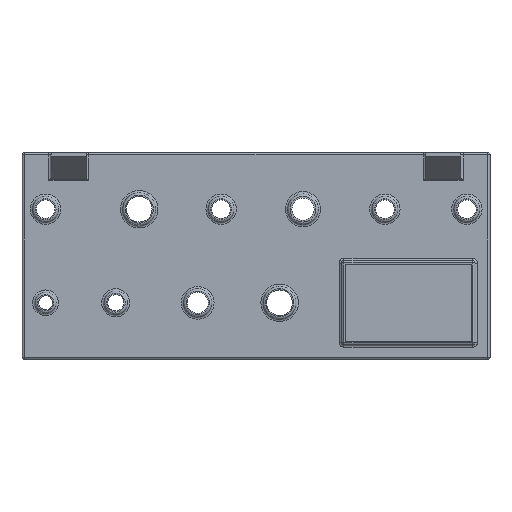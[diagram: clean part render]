
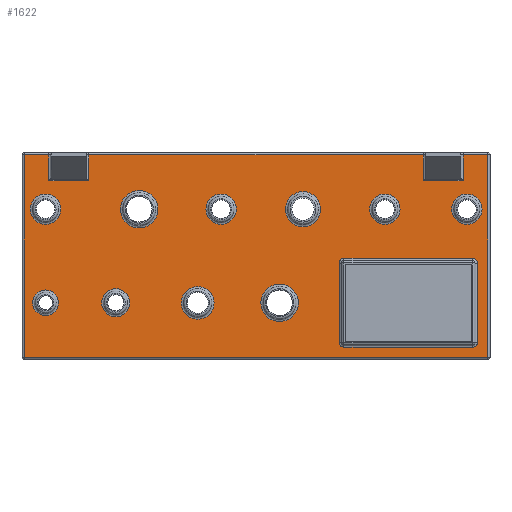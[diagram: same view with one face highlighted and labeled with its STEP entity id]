
A CAD part, top view. The second image highlights one B-rep face of the part: STEP entity #1622.
In plain terms, the highlighted planar face has unit normal (0, 0, 1).
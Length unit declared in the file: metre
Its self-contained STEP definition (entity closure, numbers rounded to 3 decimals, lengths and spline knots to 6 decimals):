
#111=LINE('',#2579,#200);
#112=LINE('',#2583,#201);
#113=LINE('',#2587,#202);
#114=LINE('',#2591,#203);
#115=LINE('',#2612,#204);
#116=LINE('',#2615,#205);
#117=LINE('',#2617,#206);
#118=LINE('',#2619,#207);
#119=LINE('',#2621,#208);
#120=LINE('',#2623,#209);
#121=LINE('',#2625,#210);
#122=LINE('',#2627,#211);
#123=LINE('',#2629,#212);
#124=LINE('',#2631,#213);
#125=LINE('',#2633,#214);
#126=LINE('',#2635,#215);
#200=VECTOR('',#2003,1.);
#201=VECTOR('',#2006,1.);
#202=VECTOR('',#2009,1.);
#203=VECTOR('',#2012,1.);
#204=VECTOR('',#2033,1.);
#205=VECTOR('',#2034,1.);
#206=VECTOR('',#2035,1.);
#207=VECTOR('',#2036,1.);
#208=VECTOR('',#2037,1.);
#209=VECTOR('',#2038,1.);
#210=VECTOR('',#2039,1.);
#211=VECTOR('',#2040,1.);
#212=VECTOR('',#2041,1.);
#213=VECTOR('',#2042,1.);
#214=VECTOR('',#2043,1.);
#215=VECTOR('',#2044,1.);
#289=ORIENTED_EDGE('',*,*,#723,.T.);
#290=ORIENTED_EDGE('',*,*,#724,.T.);
#291=ORIENTED_EDGE('',*,*,#725,.T.);
#292=ORIENTED_EDGE('',*,*,#726,.T.);
#293=ORIENTED_EDGE('',*,*,#727,.T.);
#294=ORIENTED_EDGE('',*,*,#728,.T.);
#295=ORIENTED_EDGE('',*,*,#729,.T.);
#296=ORIENTED_EDGE('',*,*,#730,.T.);
#297=ORIENTED_EDGE('',*,*,#731,.T.);
#298=ORIENTED_EDGE('',*,*,#732,.T.);
#299=ORIENTED_EDGE('',*,*,#733,.T.);
#300=ORIENTED_EDGE('',*,*,#734,.T.);
#301=ORIENTED_EDGE('',*,*,#735,.T.);
#302=ORIENTED_EDGE('',*,*,#736,.T.);
#303=ORIENTED_EDGE('',*,*,#737,.T.);
#304=ORIENTED_EDGE('',*,*,#738,.T.);
#305=ORIENTED_EDGE('',*,*,#739,.T.);
#306=ORIENTED_EDGE('',*,*,#740,.T.);
#307=ORIENTED_EDGE('',*,*,#741,.T.);
#308=ORIENTED_EDGE('',*,*,#742,.T.);
#309=ORIENTED_EDGE('',*,*,#743,.T.);
#310=ORIENTED_EDGE('',*,*,#744,.T.);
#311=ORIENTED_EDGE('',*,*,#745,.T.);
#312=ORIENTED_EDGE('',*,*,#746,.T.);
#313=ORIENTED_EDGE('',*,*,#747,.T.);
#314=ORIENTED_EDGE('',*,*,#748,.T.);
#315=ORIENTED_EDGE('',*,*,#749,.T.);
#316=ORIENTED_EDGE('',*,*,#750,.T.);
#317=ORIENTED_EDGE('',*,*,#751,.T.);
#318=ORIENTED_EDGE('',*,*,#752,.T.);
#723=EDGE_CURVE('',#940,#941,#1092,.F.);
#724=EDGE_CURVE('',#941,#942,#111,.T.);
#725=EDGE_CURVE('',#942,#943,#1093,.F.);
#726=EDGE_CURVE('',#943,#944,#112,.F.);
#727=EDGE_CURVE('',#944,#945,#1094,.F.);
#728=EDGE_CURVE('',#945,#946,#113,.F.);
#729=EDGE_CURVE('',#946,#947,#1095,.F.);
#730=EDGE_CURVE('',#947,#940,#114,.T.);
#731=EDGE_CURVE('',#948,#948,#1096,.F.);
#732=EDGE_CURVE('',#949,#949,#1097,.F.);
#733=EDGE_CURVE('',#950,#950,#1098,.F.);
#734=EDGE_CURVE('',#951,#951,#1099,.F.);
#735=EDGE_CURVE('',#952,#952,#1100,.F.);
#736=EDGE_CURVE('',#953,#953,#1101,.F.);
#737=EDGE_CURVE('',#954,#954,#1102,.F.);
#738=EDGE_CURVE('',#955,#955,#1103,.F.);
#739=EDGE_CURVE('',#956,#956,#1104,.F.);
#740=EDGE_CURVE('',#957,#957,#1105,.F.);
#741=EDGE_CURVE('',#958,#959,#115,.F.);
#742=EDGE_CURVE('',#959,#960,#116,.T.);
#743=EDGE_CURVE('',#960,#961,#117,.T.);
#744=EDGE_CURVE('',#961,#962,#118,.F.);
#745=EDGE_CURVE('',#962,#963,#119,.F.);
#746=EDGE_CURVE('',#963,#964,#120,.T.);
#747=EDGE_CURVE('',#964,#965,#121,.T.);
#748=EDGE_CURVE('',#965,#966,#122,.F.);
#749=EDGE_CURVE('',#966,#967,#123,.F.);
#750=EDGE_CURVE('',#967,#968,#124,.T.);
#751=EDGE_CURVE('',#968,#969,#125,.T.);
#752=EDGE_CURVE('',#969,#958,#126,.F.);
#940=VERTEX_POINT('',#2577);
#941=VERTEX_POINT('',#2578);
#942=VERTEX_POINT('',#2580);
#943=VERTEX_POINT('',#2582);
#944=VERTEX_POINT('',#2584);
#945=VERTEX_POINT('',#2586);
#946=VERTEX_POINT('',#2588);
#947=VERTEX_POINT('',#2590);
#948=VERTEX_POINT('',#2593);
#949=VERTEX_POINT('',#2595);
#950=VERTEX_POINT('',#2597);
#951=VERTEX_POINT('',#2599);
#952=VERTEX_POINT('',#2601);
#953=VERTEX_POINT('',#2603);
#954=VERTEX_POINT('',#2605);
#955=VERTEX_POINT('',#2607);
#956=VERTEX_POINT('',#2609);
#957=VERTEX_POINT('',#2611);
#958=VERTEX_POINT('',#2613);
#959=VERTEX_POINT('',#2614);
#960=VERTEX_POINT('',#2616);
#961=VERTEX_POINT('',#2618);
#962=VERTEX_POINT('',#2620);
#963=VERTEX_POINT('',#2622);
#964=VERTEX_POINT('',#2624);
#965=VERTEX_POINT('',#2626);
#966=VERTEX_POINT('',#2628);
#967=VERTEX_POINT('',#2630);
#968=VERTEX_POINT('',#2632);
#969=VERTEX_POINT('',#2634);
#1092=CIRCLE('',#1755,0.002);
#1093=CIRCLE('',#1756,0.002);
#1094=CIRCLE('',#1757,0.002);
#1095=CIRCLE('',#1758,0.002);
#1096=CIRCLE('',#1759,0.008);
#1097=CIRCLE('',#1760,0.007);
#1098=CIRCLE('',#1761,0.006);
#1099=CIRCLE('',#1762,0.0055);
#1100=CIRCLE('',#1763,0.0065);
#1101=CIRCLE('',#1764,0.0065);
#1102=CIRCLE('',#1765,0.0075);
#1103=CIRCLE('',#1766,0.0065);
#1104=CIRCLE('',#1767,0.008);
#1105=CIRCLE('',#1768,0.0065);
#1206=EDGE_LOOP('',(#289,#290,#291,#292,#293,#294,#295,#296));
#1207=EDGE_LOOP('',(#297));
#1208=EDGE_LOOP('',(#298));
#1209=EDGE_LOOP('',(#299));
#1210=EDGE_LOOP('',(#300));
#1211=EDGE_LOOP('',(#301));
#1212=EDGE_LOOP('',(#302));
#1213=EDGE_LOOP('',(#303));
#1214=EDGE_LOOP('',(#304));
#1215=EDGE_LOOP('',(#305));
#1216=EDGE_LOOP('',(#306));
#1217=EDGE_LOOP('',(#307,#308,#309,#310,#311,#312,#313,#314,#315,#316,#317,
#318));
#1397=FACE_BOUND('',#1206,.T.);
#1398=FACE_BOUND('',#1207,.T.);
#1399=FACE_BOUND('',#1208,.T.);
#1400=FACE_BOUND('',#1209,.T.);
#1401=FACE_BOUND('',#1210,.T.);
#1402=FACE_BOUND('',#1211,.T.);
#1403=FACE_BOUND('',#1212,.T.);
#1404=FACE_BOUND('',#1213,.T.);
#1405=FACE_BOUND('',#1214,.T.);
#1406=FACE_BOUND('',#1215,.T.);
#1407=FACE_BOUND('',#1216,.T.);
#1408=FACE_BOUND('',#1217,.T.);
#1588=PLANE('',#1754);
#1622=ADVANCED_FACE('',(#1397,#1398,#1399,#1400,#1401,#1402,#1403,#1404,
#1405,#1406,#1407,#1408),#1588,.T.);
#1754=AXIS2_PLACEMENT_3D('',#2575,#1999,#2000);
#1755=AXIS2_PLACEMENT_3D('',#2576,#2001,#2002);
#1756=AXIS2_PLACEMENT_3D('',#2581,#2004,#2005);
#1757=AXIS2_PLACEMENT_3D('',#2585,#2007,#2008);
#1758=AXIS2_PLACEMENT_3D('',#2589,#2010,#2011);
#1759=AXIS2_PLACEMENT_3D('',#2592,#2013,#2014);
#1760=AXIS2_PLACEMENT_3D('',#2594,#2015,#2016);
#1761=AXIS2_PLACEMENT_3D('',#2596,#2017,#2018);
#1762=AXIS2_PLACEMENT_3D('',#2598,#2019,#2020);
#1763=AXIS2_PLACEMENT_3D('',#2600,#2021,#2022);
#1764=AXIS2_PLACEMENT_3D('',#2602,#2023,#2024);
#1765=AXIS2_PLACEMENT_3D('',#2604,#2025,#2026);
#1766=AXIS2_PLACEMENT_3D('',#2606,#2027,#2028);
#1767=AXIS2_PLACEMENT_3D('',#2608,#2029,#2030);
#1768=AXIS2_PLACEMENT_3D('',#2610,#2031,#2032);
#1999=DIRECTION('',(0.,0.,1.));
#2000=DIRECTION('',(1.,0.,0.));
#2001=DIRECTION('',(0.,0.,1.));
#2002=DIRECTION('',(1.,0.,0.));
#2003=DIRECTION('',(1.,0.,0.));
#2004=DIRECTION('',(0.,0.,1.));
#2005=DIRECTION('',(1.,0.,0.));
#2006=DIRECTION('',(0.,1.,0.));
#2007=DIRECTION('',(0.,0.,1.));
#2008=DIRECTION('',(1.,0.,0.));
#2009=DIRECTION('',(1.,0.,0.));
#2010=DIRECTION('',(0.,0.,1.));
#2011=DIRECTION('',(1.,0.,0.));
#2012=DIRECTION('',(0.,1.,0.));
#2013=DIRECTION('',(0.,0.,1.));
#2014=DIRECTION('',(1.,0.,0.));
#2015=DIRECTION('',(0.,0.,1.));
#2016=DIRECTION('',(1.,0.,0.));
#2017=DIRECTION('',(0.,0.,1.));
#2018=DIRECTION('',(1.,0.,0.));
#2019=DIRECTION('',(0.,0.,1.));
#2020=DIRECTION('',(1.,0.,0.));
#2021=DIRECTION('',(0.,0.,1.));
#2022=DIRECTION('',(1.,0.,0.));
#2023=DIRECTION('',(0.,0.,1.));
#2024=DIRECTION('',(1.,0.,0.));
#2025=DIRECTION('',(0.,0.,1.));
#2026=DIRECTION('',(1.,0.,0.));
#2027=DIRECTION('',(0.,0.,1.));
#2028=DIRECTION('',(1.,0.,0.));
#2029=DIRECTION('',(0.,0.,1.));
#2030=DIRECTION('',(1.,0.,0.));
#2031=DIRECTION('',(0.,0.,1.));
#2032=DIRECTION('',(1.,0.,0.));
#2033=DIRECTION('',(0.,-1.,0.));
#2034=DIRECTION('',(-1.,0.,0.));
#2035=DIRECTION('',(0.,-1.,0.));
#2036=DIRECTION('',(1.,0.,0.));
#2037=DIRECTION('',(0.,-1.,0.));
#2038=DIRECTION('',(-1.,0.,0.));
#2039=DIRECTION('',(0.,-1.,0.));
#2040=DIRECTION('',(-1.,0.,0.));
#2041=DIRECTION('',(0.,-1.,0.));
#2042=DIRECTION('',(-1.,0.,0.));
#2043=DIRECTION('',(0.,-1.,0.));
#2044=DIRECTION('',(1.,0.,0.));
#2575=CARTESIAN_POINT('',(-0.004151,0.,0.004));
#2576=CARTESIAN_POINT('',(0.037586,-0.003,0.004));
#2577=CARTESIAN_POINT('',(0.035586,-0.003,0.004));
#2578=CARTESIAN_POINT('',(0.037586,-0.001,0.004));
#2579=CARTESIAN_POINT('',(-0.004151,-0.001,0.004));
#2580=CARTESIAN_POINT('',(0.092586,-0.001,0.004));
#2581=CARTESIAN_POINT('',(0.092586,-0.003,0.004));
#2582=CARTESIAN_POINT('',(0.094586,-0.003,0.004));
#2583=CARTESIAN_POINT('',(0.094586,-0.037,0.004));
#2584=CARTESIAN_POINT('',(0.094586,-0.037,0.004));
#2585=CARTESIAN_POINT('',(0.092586,-0.037,0.004));
#2586=CARTESIAN_POINT('',(0.092586,-0.039,0.004));
#2587=CARTESIAN_POINT('',(0.037586,-0.039,0.004));
#2588=CARTESIAN_POINT('',(0.037586,-0.039,0.004));
#2589=CARTESIAN_POINT('',(0.037586,-0.037,0.004));
#2590=CARTESIAN_POINT('',(0.035586,-0.037,0.004));
#2591=CARTESIAN_POINT('',(0.035586,0.,0.004));
#2592=CARTESIAN_POINT('',(0.010086,-0.02,0.004));
#2593=CARTESIAN_POINT('',(0.018086,-0.02,0.004));
#2594=CARTESIAN_POINT('',(-0.024914,-0.02,0.004));
#2595=CARTESIAN_POINT('',(-0.017914,-0.02,0.004));
#2596=CARTESIAN_POINT('',(-0.059914,-0.02,0.004));
#2597=CARTESIAN_POINT('',(-0.053914,-0.02,0.004));
#2598=CARTESIAN_POINT('',(-0.089914,-0.02,0.004));
#2599=CARTESIAN_POINT('',(-0.084414,-0.02,0.004));
#2600=CARTESIAN_POINT('',(0.090086,0.02,0.004));
#2601=CARTESIAN_POINT('',(0.096586,0.02,0.004));
#2602=CARTESIAN_POINT('',(0.055086,0.02,0.004));
#2603=CARTESIAN_POINT('',(0.061586,0.02,0.004));
#2604=CARTESIAN_POINT('',(0.020086,0.02,0.004));
#2605=CARTESIAN_POINT('',(0.027586,0.02,0.004));
#2606=CARTESIAN_POINT('',(-0.014914,0.02,0.004));
#2607=CARTESIAN_POINT('',(-0.008414,0.02,0.004));
#2608=CARTESIAN_POINT('',(-0.049914,0.02,0.004));
#2609=CARTESIAN_POINT('',(-0.041914,0.02,0.004));
#2610=CARTESIAN_POINT('',(-0.089914,0.02,0.004));
#2611=CARTESIAN_POINT('',(-0.083414,0.02,0.004));
#2612=CARTESIAN_POINT('',(0.0715,0.044206,0.004));
#2613=CARTESIAN_POINT('',(0.0715,0.032096,0.004));
#2614=CARTESIAN_POINT('',(0.0715,0.043206,0.004));
#2615=CARTESIAN_POINT('',(-0.0725,0.043206,0.004));
#2616=CARTESIAN_POINT('',(-0.0715,0.043206,0.004));
#2617=CARTESIAN_POINT('',(-0.0715,0.,0.004));
#2618=CARTESIAN_POINT('',(-0.0715,0.032096,0.004));
#2619=CARTESIAN_POINT('',(-0.004151,0.032096,0.004));
#2620=CARTESIAN_POINT('',(-0.0885,0.032096,0.004));
#2621=CARTESIAN_POINT('',(-0.0885,0.044206,0.004));
#2622=CARTESIAN_POINT('',(-0.0885,0.043206,0.004));
#2623=CARTESIAN_POINT('',(-0.1,0.043206,0.004));
#2624=CARTESIAN_POINT('',(-0.099,0.043206,0.004));
#2625=CARTESIAN_POINT('',(-0.099,-0.044206,0.004));
#2626=CARTESIAN_POINT('',(-0.099,-0.043206,0.004));
#2627=CARTESIAN_POINT('',(-0.004151,-0.043206,0.004));
#2628=CARTESIAN_POINT('',(0.099,-0.043206,0.004));
#2629=CARTESIAN_POINT('',(0.099,0.,0.004));
#2630=CARTESIAN_POINT('',(0.099,0.043206,0.004));
#2631=CARTESIAN_POINT('',(0.0875,0.043206,0.004));
#2632=CARTESIAN_POINT('',(0.0885,0.043206,0.004));
#2633=CARTESIAN_POINT('',(0.0885,0.,0.004));
#2634=CARTESIAN_POINT('',(0.0885,0.032096,0.004));
#2635=CARTESIAN_POINT('',(-0.004151,0.032096,0.004));
